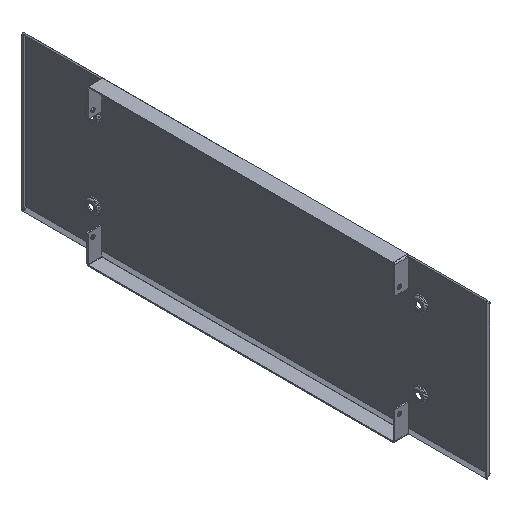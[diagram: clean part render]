
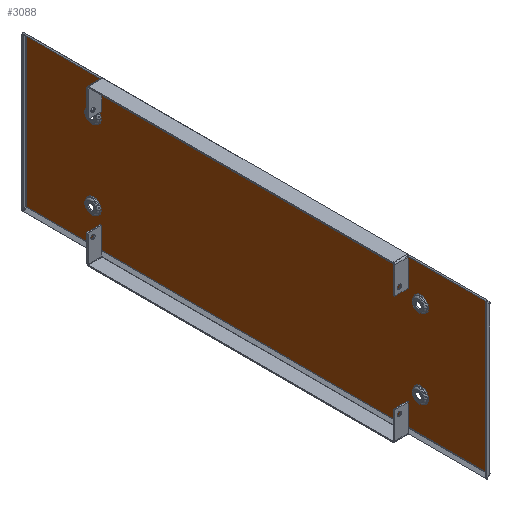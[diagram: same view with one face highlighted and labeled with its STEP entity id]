
A CAD part, isometric view. The second image highlights one B-rep face of the part: STEP entity #3088.
In plain terms, the highlighted planar face has unit normal (-1, 0, 0).
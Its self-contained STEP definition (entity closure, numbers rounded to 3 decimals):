
#879=CARTESIAN_POINT('Vertex',(-1.5,-293.5,-93.882)) ;
#898=CARTESIAN_POINT('Line Origine',(-1.5,-293.5,-0.354)) ;
#902=CARTESIAN_POINT('Vertex',(-1.5,-293.5,93.882)) ;
#973=CARTESIAN_POINT('Line Origine',(-1.5,0.,93.882)) ;
#977=CARTESIAN_POINT('Vertex',(-1.5,293.5,93.882)) ;
#1036=CARTESIAN_POINT('Line Origine',(-1.5,293.5,-0.354)) ;
#1040=CARTESIAN_POINT('Vertex',(-1.5,293.5,-93.882)) ;
#1184=CARTESIAN_POINT('Line Origine',(-1.5,-0.001,-93.882)) ;
#2855=CARTESIAN_POINT('Vertex',(-1.5,-217.8,50.)) ;
#2858=CARTESIAN_POINT('Axis2P3D Location',(-1.5,-208.,50.)) ;
#2862=CARTESIAN_POINT('Vertex',(-1.5,-198.2,50.)) ;
#2887=CARTESIAN_POINT('Axis2P3D Location',(-1.5,-208.,50.)) ;
#2917=CARTESIAN_POINT('Vertex',(-1.5,217.8,50.)) ;
#2920=CARTESIAN_POINT('Axis2P3D Location',(-1.5,208.,50.)) ;
#2924=CARTESIAN_POINT('Vertex',(-1.5,198.2,50.)) ;
#2949=CARTESIAN_POINT('Axis2P3D Location',(-1.5,208.,50.)) ;
#2979=CARTESIAN_POINT('Vertex',(-1.5,198.2,-50.)) ;
#2982=CARTESIAN_POINT('Axis2P3D Location',(-1.5,208.,-50.)) ;
#2986=CARTESIAN_POINT('Vertex',(-1.5,217.8,-50.)) ;
#3011=CARTESIAN_POINT('Axis2P3D Location',(-1.5,208.,-50.)) ;
#3023=CARTESIAN_POINT('Axis2P3D Location',(-1.5,0.,94.711)) ;
#3035=CARTESIAN_POINT('Control Point',(-1.5,-198.2,-50.)) ;
#3036=CARTESIAN_POINT('Control Point',(-1.5,-198.2,-48.461)) ;
#3037=CARTESIAN_POINT('Control Point',(-1.5,-198.502,-46.921)) ;
#3038=CARTESIAN_POINT('Control Point',(-1.5,-199.107,-45.461)) ;
#3039=CARTESIAN_POINT('Control Point',(-1.5,-200.857,-42.857)) ;
#3040=CARTESIAN_POINT('Control Point',(-1.5,-203.461,-41.107)) ;
#3041=CARTESIAN_POINT('Control Point',(-1.5,-204.921,-40.502)) ;
#3042=CARTESIAN_POINT('Control Point',(-1.5,-208.,-39.898)) ;
#3043=CARTESIAN_POINT('Control Point',(-1.5,-211.079,-40.502)) ;
#3044=CARTESIAN_POINT('Control Point',(-1.5,-212.539,-41.107)) ;
#3045=CARTESIAN_POINT('Control Point',(-1.5,-215.143,-42.857)) ;
#3046=CARTESIAN_POINT('Control Point',(-1.5,-216.893,-45.461)) ;
#3047=CARTESIAN_POINT('Control Point',(-1.5,-217.498,-46.921)) ;
#3048=CARTESIAN_POINT('Control Point',(-1.5,-217.8,-48.461)) ;
#3049=CARTESIAN_POINT('Control Point',(-1.5,-217.8,-50.)) ;
#3050=CARTESIAN_POINT('Vertex',(-1.5,-198.2,-50.)) ;
#3052=CARTESIAN_POINT('Vertex',(-1.5,-217.8,-50.)) ;
#3056=CARTESIAN_POINT('Control Point',(-1.5,-217.8,-50.)) ;
#3057=CARTESIAN_POINT('Control Point',(-1.5,-217.8,-51.539)) ;
#3058=CARTESIAN_POINT('Control Point',(-1.5,-217.498,-53.079)) ;
#3059=CARTESIAN_POINT('Control Point',(-1.5,-216.893,-54.539)) ;
#3060=CARTESIAN_POINT('Control Point',(-1.5,-215.143,-57.143)) ;
#3061=CARTESIAN_POINT('Control Point',(-1.5,-212.539,-58.893)) ;
#3062=CARTESIAN_POINT('Control Point',(-1.5,-211.079,-59.498)) ;
#3063=CARTESIAN_POINT('Control Point',(-1.5,-208.,-60.102)) ;
#3064=CARTESIAN_POINT('Control Point',(-1.5,-204.921,-59.498)) ;
#3065=CARTESIAN_POINT('Control Point',(-1.5,-203.461,-58.893)) ;
#3066=CARTESIAN_POINT('Control Point',(-1.5,-200.857,-57.143)) ;
#3067=CARTESIAN_POINT('Control Point',(-1.5,-199.107,-54.539)) ;
#3068=CARTESIAN_POINT('Control Point',(-1.5,-198.502,-53.079)) ;
#3069=CARTESIAN_POINT('Control Point',(-1.5,-198.2,-51.539)) ;
#3070=CARTESIAN_POINT('Control Point',(-1.5,-198.2,-50.)) ;
#899=DIRECTION('Vector Direction',(0.,0.,1.)) ;
#974=DIRECTION('Vector Direction',(0.,1.,0.)) ;
#1037=DIRECTION('Vector Direction',(0.,0.,1.)) ;
#1185=DIRECTION('Vector Direction',(0.,1.,0.)) ;
#2859=DIRECTION('Axis2P3D Direction',(1.,-0.,0.)) ;
#2888=DIRECTION('Axis2P3D Direction',(1.,0.,-0.)) ;
#2921=DIRECTION('Axis2P3D Direction',(1.,0.,-0.)) ;
#2950=DIRECTION('Axis2P3D Direction',(1.,-0.,0.)) ;
#2983=DIRECTION('Axis2P3D Direction',(1.,-0.,0.)) ;
#3012=DIRECTION('Axis2P3D Direction',(1.,0.,-0.)) ;
#3024=DIRECTION('Axis2P3D Direction',(1.,0.,-0.)) ;
#3025=DIRECTION('Axis2P3D XDirection',(-0.,0.,-1.)) ;
#2860=AXIS2_PLACEMENT_3D('Circle Axis2P3D',#2858,#2859,$) ;
#2889=AXIS2_PLACEMENT_3D('Circle Axis2P3D',#2887,#2888,$) ;
#2922=AXIS2_PLACEMENT_3D('Circle Axis2P3D',#2920,#2921,$) ;
#2951=AXIS2_PLACEMENT_3D('Circle Axis2P3D',#2949,#2950,$) ;
#2984=AXIS2_PLACEMENT_3D('Circle Axis2P3D',#2982,#2983,$) ;
#3013=AXIS2_PLACEMENT_3D('Circle Axis2P3D',#3011,#3012,$) ;
#3026=AXIS2_PLACEMENT_3D('Plane Axis2P3D',#3023,#3024,#3025) ;
#3029=ORIENTED_EDGE('',*,*,#904,.F.) ;
#3030=ORIENTED_EDGE('',*,*,#979,.F.) ;
#3031=ORIENTED_EDGE('',*,*,#1042,.F.) ;
#3032=ORIENTED_EDGE('',*,*,#1188,.T.) ;
#3073=ORIENTED_EDGE('',*,*,#3054,.T.) ;
#3074=ORIENTED_EDGE('',*,*,#3071,.T.) ;
#3077=ORIENTED_EDGE('',*,*,#2988,.T.) ;
#3078=ORIENTED_EDGE('',*,*,#3015,.T.) ;
#3081=ORIENTED_EDGE('',*,*,#2926,.T.) ;
#3082=ORIENTED_EDGE('',*,*,#2953,.T.) ;
#3085=ORIENTED_EDGE('',*,*,#2864,.T.) ;
#3086=ORIENTED_EDGE('',*,*,#2891,.T.) ;
#3075=FACE_BOUND('',#3072,.T.) ;
#3079=FACE_BOUND('',#3076,.T.) ;
#3083=FACE_BOUND('',#3080,.T.) ;
#3087=FACE_BOUND('',#3084,.T.) ;
#900=VECTOR('Line Direction',#899,1.) ;
#975=VECTOR('Line Direction',#974,1.) ;
#1038=VECTOR('Line Direction',#1037,1.) ;
#1186=VECTOR('Line Direction',#1185,1.) ;
#3088=ADVANCED_FACE('PartBody',(#3033,#3075,#3079,#3083,#3087),#3027,.F.) ;
#3034=B_SPLINE_CURVE_WITH_KNOTS('',5,(#3035,#3036,#3037,#3038,#3039,#3040,#3041,#3042,#3043,#3044,#3045,#3046,#3047,#3048,#3049),.UNSPECIFIED.,.F.,.U.,(6,3,3,3,6),(15.394,23.091,30.788,38.485,46.181),.UNSPECIFIED.) ;
#3055=B_SPLINE_CURVE_WITH_KNOTS('',5,(#3056,#3057,#3058,#3059,#3060,#3061,#3062,#3063,#3064,#3065,#3066,#3067,#3068,#3069,#3070),.UNSPECIFIED.,.F.,.U.,(6,3,3,3,6),(46.181,53.878,61.575,69.272,76.969),.UNSPECIFIED.) ;
#2861=CIRCLE('generated circle',#2860,9.8) ;
#2890=CIRCLE('generated circle',#2889,9.8) ;
#2923=CIRCLE('generated circle',#2922,9.8) ;
#2952=CIRCLE('generated circle',#2951,9.8) ;
#2985=CIRCLE('generated circle',#2984,9.8) ;
#3014=CIRCLE('generated circle',#3013,9.8) ;
#904=EDGE_CURVE('',#903,#880,#901,.F.) ;
#979=EDGE_CURVE('',#978,#903,#976,.F.) ;
#1042=EDGE_CURVE('',#1041,#978,#1039,.T.) ;
#1188=EDGE_CURVE('',#1041,#880,#1187,.F.) ;
#2864=EDGE_CURVE('',#2863,#2856,#2861,.T.) ;
#2891=EDGE_CURVE('',#2856,#2863,#2890,.T.) ;
#2926=EDGE_CURVE('',#2925,#2918,#2923,.T.) ;
#2953=EDGE_CURVE('',#2918,#2925,#2952,.T.) ;
#2988=EDGE_CURVE('',#2987,#2980,#2985,.T.) ;
#3015=EDGE_CURVE('',#2980,#2987,#3014,.T.) ;
#3054=EDGE_CURVE('',#3051,#3053,#3034,.T.) ;
#3071=EDGE_CURVE('',#3053,#3051,#3055,.T.) ;
#3028=EDGE_LOOP('',(#3029,#3030,#3031,#3032)) ;
#3072=EDGE_LOOP('',(#3073,#3074)) ;
#3076=EDGE_LOOP('',(#3077,#3078)) ;
#3080=EDGE_LOOP('',(#3081,#3082)) ;
#3084=EDGE_LOOP('',(#3085,#3086)) ;
#3033=FACE_OUTER_BOUND('',#3028,.T.) ;
#901=LINE('Line',#898,#900) ;
#976=LINE('Line',#973,#975) ;
#1039=LINE('Line',#1036,#1038) ;
#1187=LINE('Line',#1184,#1186) ;
#3027=PLANE('',#3026) ;
#880=VERTEX_POINT('',#879) ;
#903=VERTEX_POINT('',#902) ;
#978=VERTEX_POINT('',#977) ;
#1041=VERTEX_POINT('',#1040) ;
#2856=VERTEX_POINT('',#2855) ;
#2863=VERTEX_POINT('',#2862) ;
#2918=VERTEX_POINT('',#2917) ;
#2925=VERTEX_POINT('',#2924) ;
#2980=VERTEX_POINT('',#2979) ;
#2987=VERTEX_POINT('',#2986) ;
#3051=VERTEX_POINT('',#3050) ;
#3053=VERTEX_POINT('',#3052) ;
